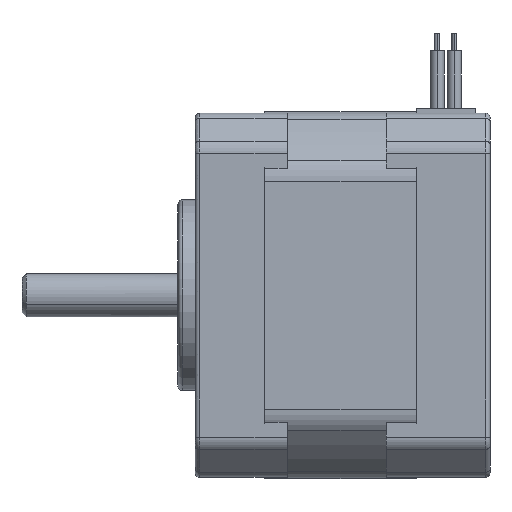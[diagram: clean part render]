
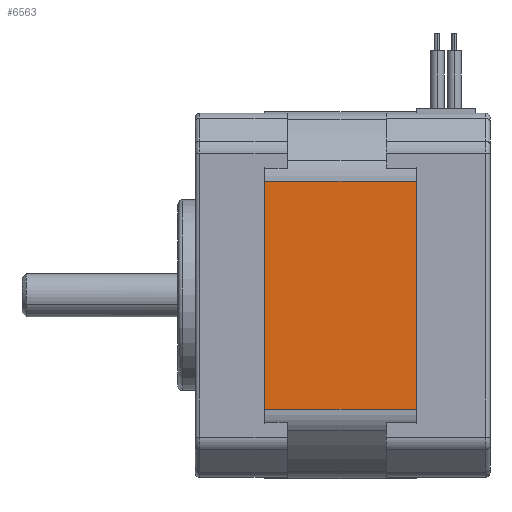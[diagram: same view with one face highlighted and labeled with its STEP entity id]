
A CAD part, left-side view. The second image highlights one B-rep face of the part: STEP entity #6563.
In plain terms, the highlighted planar face has unit normal (-1, 0, 0).
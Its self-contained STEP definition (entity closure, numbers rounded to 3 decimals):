
#304 = CARTESIAN_POINT ( 'NONE',  ( -21.15, 26., 13.132 ) ) ;
#490 = LINE ( 'NONE', #6144, #5320 ) ;
#506 = CARTESIAN_POINT ( 'NONE',  ( -21.15, 26., -13.132 ) ) ;
#588 = VECTOR ( 'NONE', #9487, 1000. ) ;
#914 = ORIENTED_EDGE ( 'NONE', *, *, #8765, .T. ) ;
#1229 = ORIENTED_EDGE ( 'NONE', *, *, #3339, .T. ) ;
#1549 = DIRECTION ( 'NONE',  ( 1., 0., 0. ) ) ;
#1595 = DIRECTION ( 'NONE',  ( 0., 0., 1. ) ) ;
#3339 = EDGE_CURVE ( 'NONE', #9483, #9538, #490, .T. ) ;
#3791 = LINE ( 'NONE', #11173, #11820 ) ;
#3995 = EDGE_CURVE ( 'NONE', #9483, #6895, #3791, .T. ) ;
#4275 = AXIS2_PLACEMENT_3D ( 'NONE', #7290, #1549, #8251 ) ;
#5013 = CARTESIAN_POINT ( 'NONE',  ( -21.15, 8.5, 13.132 ) ) ;
#5279 = ORIENTED_EDGE ( 'NONE', *, *, #3995, .F. ) ;
#5320 = VECTOR ( 'NONE', #11968, 1000. ) ;
#6144 = CARTESIAN_POINT ( 'NONE',  ( -21.15, 26., -13.132 ) ) ;
#6563 = ADVANCED_FACE ( 'NONE', ( #10233 ), #10192, .F. ) ;
#6687 = VECTOR ( 'NONE', #1595, 1000. ) ;
#6895 = VERTEX_POINT ( 'NONE', #304 ) ;
#7290 = CARTESIAN_POINT ( 'NONE',  ( -21.15, 26., 14.424 ) ) ;
#8005 = VERTEX_POINT ( 'NONE', #5013 ) ;
#8022 = EDGE_LOOP ( 'NONE', ( #5279, #1229, #914, #8138 ) ) ;
#8138 = ORIENTED_EDGE ( 'NONE', *, *, #12110, .T. ) ;
#8251 = DIRECTION ( 'NONE',  ( 0., 0., -1. ) ) ;
#8258 = LINE ( 'NONE', #12384, #588 ) ;
#8765 = EDGE_CURVE ( 'NONE', #9538, #8005, #11873, .T. ) ;
#9224 = DIRECTION ( 'NONE',  ( 0., 0., 1. ) ) ;
#9483 = VERTEX_POINT ( 'NONE', #506 ) ;
#9487 = DIRECTION ( 'NONE',  ( 0., 1., 0. ) ) ;
#9538 = VERTEX_POINT ( 'NONE', #12228 ) ;
#10192 = PLANE ( 'NONE',  #4275 ) ;
#10233 = FACE_OUTER_BOUND ( 'NONE', #8022, .T. ) ;
#11173 = CARTESIAN_POINT ( 'NONE',  ( -21.15, 26., 14.424 ) ) ;
#11209 = CARTESIAN_POINT ( 'NONE',  ( -21.15, 8.5, 14.424 ) ) ;
#11820 = VECTOR ( 'NONE', #9224, 1000. ) ;
#11873 = LINE ( 'NONE', #11209, #6687 ) ;
#11968 = DIRECTION ( 'NONE',  ( 0., -1., 0. ) ) ;
#12110 = EDGE_CURVE ( 'NONE', #8005, #6895, #8258, .T. ) ;
#12228 = CARTESIAN_POINT ( 'NONE',  ( -21.15, 8.5, -13.132 ) ) ;
#12384 = CARTESIAN_POINT ( 'NONE',  ( -21.15, 26., 13.132 ) ) ;
